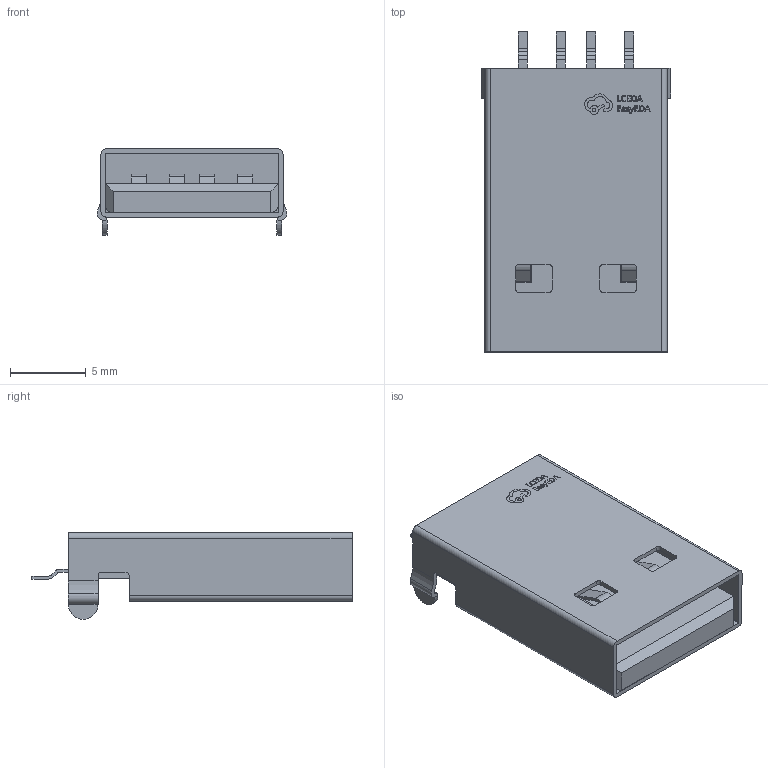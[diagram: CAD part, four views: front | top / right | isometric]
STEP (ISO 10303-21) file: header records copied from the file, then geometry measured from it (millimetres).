
FILE_DESCRIPTION (( 'STEP AP214' ), '1' );
FILE_NAME ('USB-SMD_AM180.step', '2022-07-15T09:45:12', ( '' ), ( '' ), 'SwSTEP 2.0', 'SolidWorks 2020', '' );
FILE_SCHEMA (( 'AUTOMOTIVE_DESIGN' ));
Length unit declared in the file: millimetre
Products named in the file (1): USB-SMD_AM180
Bounding box: 12.5 x 21.1 x 5.7 mm (x, y, z)
Volume: 726.7 mm3; surface area: 1764.9 mm2
Topology: 15 solids, 15 shells, 514 faces, 1404 edges, 932 vertices
Faces by surface type: plane 314, bspline 112, cylinder 84, cone 4
Entity records: 22609 total; most frequent: CARTESIAN_POINT 4961, ORIENTED_EDGE 2808, DIRECTION 2154, EDGE_CURVE 1404, LINE 1000, VECTOR 1000, VERTEX_POINT 932, AXIS2_PLACEMENT_3D 577
